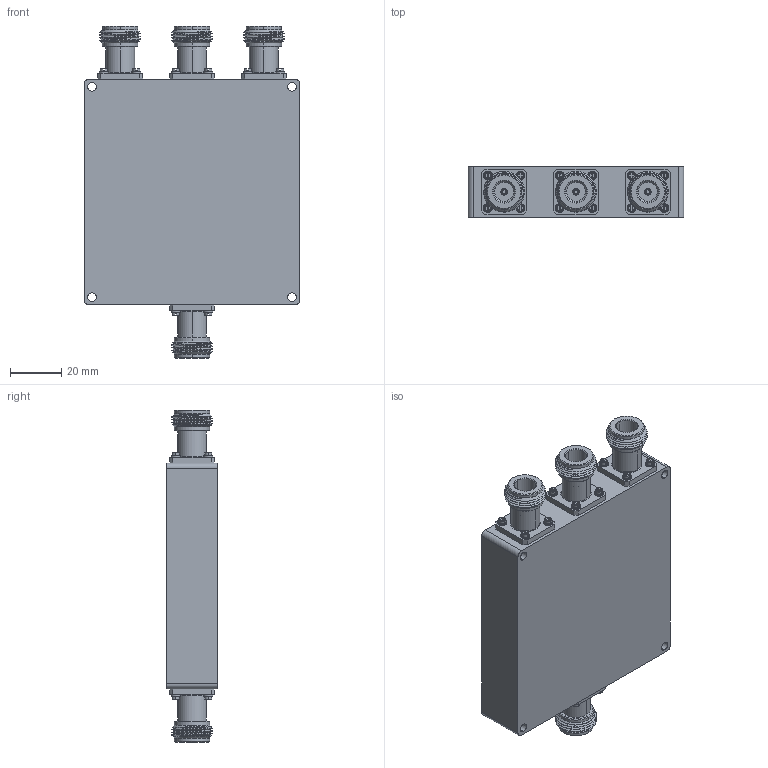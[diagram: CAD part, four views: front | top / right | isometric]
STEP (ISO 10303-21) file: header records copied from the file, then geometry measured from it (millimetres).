
FILE_DESCRIPTION (( 'STEP AP214' ), '1' );
FILE_NAME ('FMDV1205_3D.step', '2023-04-06T16:35:10', ( '' ), ( '' ), 'SwSTEP 2.0', 'SolidWorks 2022', '' );
FILE_SCHEMA (( 'AUTOMOTIVE_DESIGN' ));
Length unit declared in the file: millimetre
Products named in the file (4): FMDV1205_3D; Copy of POWER DIVIDER ENCLOSURE^FMDV1205; Copy of PE4444^FMDV1205; Copy of SCR,M2x4,RndHdSlot^FMDV1205
Assembly tree (21 placements, depth 2):
  FMDV1205_3D
    Copy of POWER DIVIDER ENCLOSURE^FMDV1205
    Copy of PE4444^FMDV1205  x4
    Copy of SCR,M2x4,RndHdSlot^FMDV1205  x16
Bounding box: 84 x 20 x 129.4 mm (x, y, z)
Volume: 157858 mm3; surface area: 33630.3 mm2
Topology: 21 solids, 25 shells, 690 faces, 1640 edges, 1064 vertices
Faces by surface type: plane 278, cylinder 256, cone 88, torus 56, bspline 12
Entity records: 5892 total; most frequent: CARTESIAN_POINT 2075, DIRECTION 752, ORIENTED_EDGE 664, EDGE_CURVE 332, AXIS2_PLACEMENT_3D 302, VERTEX_POINT 215, EDGE_LOOP 163, VECTOR 148
